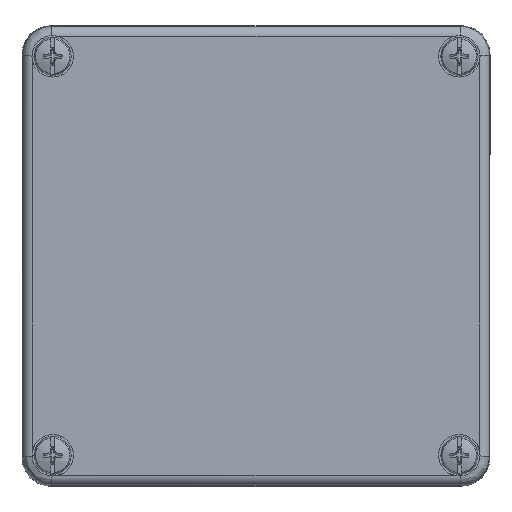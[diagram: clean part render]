
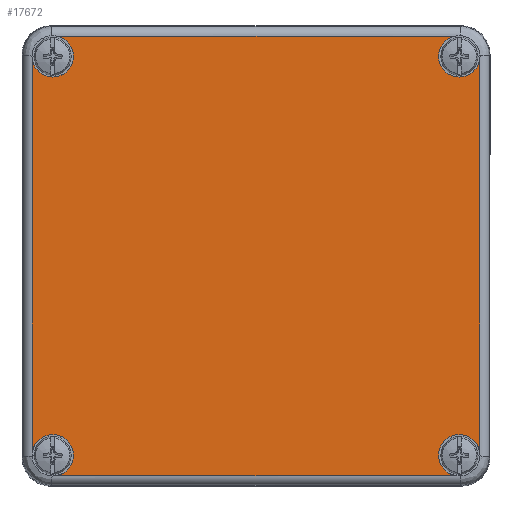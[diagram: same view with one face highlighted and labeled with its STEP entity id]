
A CAD part, top view. The second image highlights one B-rep face of the part: STEP entity #17672.
In plain terms, the highlighted planar face has unit normal (0, 0, 1).
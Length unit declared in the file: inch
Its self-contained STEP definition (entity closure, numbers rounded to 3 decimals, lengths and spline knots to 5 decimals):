
#160 = FACE_OUTER_BOUND ( 'NONE', #5978, .T. ) ;
#646 = CARTESIAN_POINT ( 'NONE',  ( 2.08661, 2.04724, 1.00394 ) ) ;
#1121 = CARTESIAN_POINT ( 'NONE',  ( -2.08661, 2.04724, 1.00394 ) ) ;
#1266 = CARTESIAN_POINT ( 'NONE',  ( 2.29524, -2.00636, 1.00394 ) ) ;
#1518 = EDGE_CURVE ( 'NONE', #5834, #12507, #2790, .T. ) ;
#2314 = CARTESIAN_POINT ( 'NONE',  ( 2.08661, -2.04724, 1.00394 ) ) ;
#2354 = DIRECTION ( 'NONE',  ( -1., 0., 0. ) ) ;
#2410 = ORIENTED_EDGE ( 'NONE', *, *, #24321, .T. ) ;
#2790 = LINE ( 'NONE', #13498, #26177 ) ;
#3187 = EDGE_CURVE ( 'NONE', #24559, #8755, #4218, .T. ) ;
#4218 = LINE ( 'NONE', #12455, #17226 ) ;
#4312 = CIRCLE ( 'NONE', #6919, 0.2126 ) ;
#4578 = AXIS2_PLACEMENT_3D ( 'NONE', #646, #23196, #23087 ) ;
#5384 = CARTESIAN_POINT ( 'NONE',  ( 2.29524, 2.00636, 1.00394 ) ) ;
#5734 = ORIENTED_EDGE ( 'NONE', *, *, #1518, .T. ) ;
#5834 = VERTEX_POINT ( 'NONE', #14486 ) ;
#5978 = EDGE_LOOP ( 'NONE', ( #10760, #5734, #23618, #9935, #22219, #25334, #15664, #2410 ) ) ;
#6267 = CARTESIAN_POINT ( 'NONE',  ( 0., 2.25587, 1.00394 ) ) ;
#6737 = CARTESIAN_POINT ( 'NONE',  ( 2.04573, 2.25587, 1.00394 ) ) ;
#6784 = DIRECTION ( 'NONE',  ( 0., 0., -1. ) ) ;
#6919 = AXIS2_PLACEMENT_3D ( 'NONE', #7045, #6784, #11094 ) ;
#7045 = CARTESIAN_POINT ( 'NONE',  ( -2.08661, -2.04724, 1.00394 ) ) ;
#7673 = CARTESIAN_POINT ( 'NONE',  ( -2.29524, -2.00636, 1.00394 ) ) ;
#7931 = EDGE_CURVE ( 'NONE', #12507, #21662, #4312, .T. ) ;
#8404 = DIRECTION ( 'NONE',  ( 0., 1., 0. ) ) ;
#8755 = VERTEX_POINT ( 'NONE', #5384 ) ;
#9577 = VECTOR ( 'NONE', #2354, 39.37008 ) ;
#9935 = ORIENTED_EDGE ( 'NONE', *, *, #17522, .T. ) ;
#10156 = CARTESIAN_POINT ( 'NONE',  ( -2.04573, 2.25587, 1.00394 ) ) ;
#10292 = CARTESIAN_POINT ( 'NONE',  ( 0., 0., 1.00394 ) ) ;
#10760 = ORIENTED_EDGE ( 'NONE', *, *, #16369, .T. ) ;
#11094 = DIRECTION ( 'NONE',  ( 1., 0., 0. ) ) ;
#11653 = DIRECTION ( 'NONE',  ( 1., 0., 0. ) ) ;
#12455 = CARTESIAN_POINT ( 'NONE',  ( 2.29524, 0., 1.00394 ) ) ;
#12507 = VERTEX_POINT ( 'NONE', #7673 ) ;
#12854 = DIRECTION ( 'NONE',  ( 0., 0., 1. ) ) ;
#12951 = VECTOR ( 'NONE', #11653, 39.37008 ) ;
#13498 = CARTESIAN_POINT ( 'NONE',  ( -2.29524, 0., 1.00394 ) ) ;
#14046 = CIRCLE ( 'NONE', #4578, 0.2126 ) ;
#14486 = CARTESIAN_POINT ( 'NONE',  ( -2.29524, 2.00636, 1.00394 ) ) ;
#14904 = DIRECTION ( 'NONE',  ( 0., 0., -1. ) ) ;
#15344 = VERTEX_POINT ( 'NONE', #10156 ) ;
#15531 = VERTEX_POINT ( 'NONE', #21730 ) ;
#15664 = ORIENTED_EDGE ( 'NONE', *, *, #19517, .T. ) ;
#16161 = LINE ( 'NONE', #22015, #12951 ) ;
#16369 = EDGE_CURVE ( 'NONE', #15344, #5834, #26401, .T. ) ;
#16464 = LINE ( 'NONE', #6267, #9577 ) ;
#16468 = CIRCLE ( 'NONE', #19533, 0.2126 ) ;
#17226 = VECTOR ( 'NONE', #8404, 39.37008 ) ;
#17334 = AXIS2_PLACEMENT_3D ( 'NONE', #1121, #22005, #21886 ) ;
#17522 = EDGE_CURVE ( 'NONE', #21662, #15531, #16161, .T. ) ;
#17672 = ADVANCED_FACE ( 'NONE', ( #160 ), #23234, .T. ) ;
#18047 = EDGE_CURVE ( 'NONE', #15531, #24559, #16468, .T. ) ;
#18590 = DIRECTION ( 'NONE',  ( 1., 0., 0. ) ) ;
#18611 = CARTESIAN_POINT ( 'NONE',  ( -2.04573, -2.25587, 1.00394 ) ) ;
#19351 = DIRECTION ( 'NONE',  ( 0., -1., 0. ) ) ;
#19517 = EDGE_CURVE ( 'NONE', #8755, #19725, #14046, .T. ) ;
#19533 = AXIS2_PLACEMENT_3D ( 'NONE', #2314, #14904, #23231 ) ;
#19725 = VERTEX_POINT ( 'NONE', #6737 ) ;
#21662 = VERTEX_POINT ( 'NONE', #18611 ) ;
#21730 = CARTESIAN_POINT ( 'NONE',  ( 2.04573, -2.25587, 1.00394 ) ) ;
#21886 = DIRECTION ( 'NONE',  ( 1., 0., 0. ) ) ;
#22005 = DIRECTION ( 'NONE',  ( 0., 0., -1. ) ) ;
#22015 = CARTESIAN_POINT ( 'NONE',  ( 0., -2.25587, 1.00394 ) ) ;
#22088 = AXIS2_PLACEMENT_3D ( 'NONE', #10292, #12854, #18590 ) ;
#22219 = ORIENTED_EDGE ( 'NONE', *, *, #18047, .T. ) ;
#23087 = DIRECTION ( 'NONE',  ( 1., 0., 0. ) ) ;
#23196 = DIRECTION ( 'NONE',  ( 0., 0., -1. ) ) ;
#23231 = DIRECTION ( 'NONE',  ( 1., 0., 0. ) ) ;
#23234 = PLANE ( 'NONE',  #22088 ) ;
#23618 = ORIENTED_EDGE ( 'NONE', *, *, #7931, .T. ) ;
#24321 = EDGE_CURVE ( 'NONE', #19725, #15344, #16464, .T. ) ;
#24559 = VERTEX_POINT ( 'NONE', #1266 ) ;
#25334 = ORIENTED_EDGE ( 'NONE', *, *, #3187, .T. ) ;
#26177 = VECTOR ( 'NONE', #19351, 39.37008 ) ;
#26401 = CIRCLE ( 'NONE', #17334, 0.2126 ) ;
